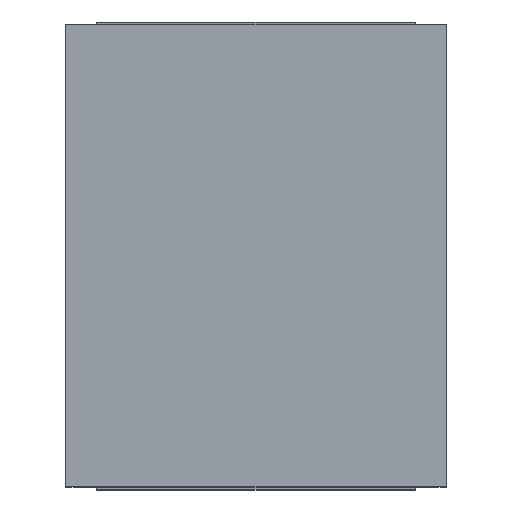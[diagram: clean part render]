
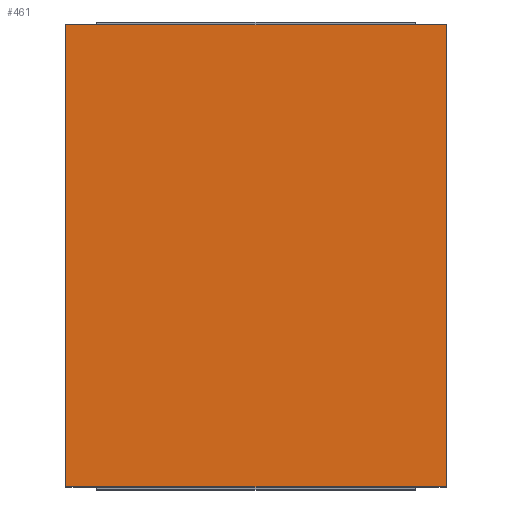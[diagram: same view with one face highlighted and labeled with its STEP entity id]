
A CAD part, top view. The second image highlights one B-rep face of the part: STEP entity #461.
In plain terms, the highlighted free-form (B-spline) face has degree [1, 1] with [2, 2] control points.
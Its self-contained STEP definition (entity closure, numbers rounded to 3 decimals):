
#426=CARTESIAN_POINT('',(-1.045,-1.27,0.47));
#427=CARTESIAN_POINT('',(-1.045,1.27,0.47));
#428=CARTESIAN_POINT('',(1.045,-1.27,0.47));
#429=CARTESIAN_POINT('',(1.045,1.27,0.47));
#430=B_SPLINE_SURFACE_WITH_KNOTS('',1,1,((#426,#427),(#428,#429)),.PLANE_SURF.,.F.,.F.,.U.,(2,2),(2,2),(0.341,0.659),(0.307,0.693),.UNSPECIFIED.);
#431=CARTESIAN_POINT('',(-1.045,-1.27,0.47));
#432=VERTEX_POINT('',#431);
#433=CARTESIAN_POINT('',(1.045,-1.27,0.47));
#434=VERTEX_POINT('',#433);
#435=CARTESIAN_POINT('',(-1.045,-1.27,0.47));
#436=CARTESIAN_POINT('',(1.045,-1.27,0.47));
#437=B_SPLINE_CURVE_WITH_KNOTS('',1,(#435,#436),.POLYLINE_FORM.,.F.,.U.,(2,2),(0.341,0.659),.UNSPECIFIED.);
#438=EDGE_CURVE('',#432,#434,#437,.T.);
#439=ORIENTED_EDGE('',*,*,#438,.T.);
#440=CARTESIAN_POINT('',(1.045,1.27,0.47));
#441=VERTEX_POINT('',#440);
#442=CARTESIAN_POINT('',(1.045,-1.27,0.47));
#443=CARTESIAN_POINT('',(1.045,1.27,0.47));
#444=B_SPLINE_CURVE_WITH_KNOTS('',1,(#442,#443),.POLYLINE_FORM.,.F.,.U.,(2,2),(0.307,0.693),.UNSPECIFIED.);
#445=EDGE_CURVE('',#434,#441,#444,.T.);
#446=ORIENTED_EDGE('',*,*,#445,.T.);
#447=CARTESIAN_POINT('',(-1.045,1.27,0.47));
#448=VERTEX_POINT('',#447);
#449=CARTESIAN_POINT('',(1.045,1.27,0.47));
#450=CARTESIAN_POINT('',(-1.045,1.27,0.47));
#451=B_SPLINE_CURVE_WITH_KNOTS('',1,(#449,#450),.POLYLINE_FORM.,.F.,.U.,(2,2),(0.341,0.659),.UNSPECIFIED.);
#452=EDGE_CURVE('',#441,#448,#451,.T.);
#453=ORIENTED_EDGE('',*,*,#452,.T.);
#454=CARTESIAN_POINT('',(-1.045,1.27,0.47));
#455=CARTESIAN_POINT('',(-1.045,-1.27,0.47));
#456=B_SPLINE_CURVE_WITH_KNOTS('',1,(#454,#455),.POLYLINE_FORM.,.F.,.U.,(2,2),(0.307,0.693),.UNSPECIFIED.);
#457=EDGE_CURVE('',#448,#432,#456,.T.);
#458=ORIENTED_EDGE('',*,*,#457,.T.);
#459=EDGE_LOOP('',(#439,#446,#453,#458));
#460=FACE_OUTER_BOUND('',#459,.T.);
#461=ADVANCED_FACE('',(#460),#430,.T.);
